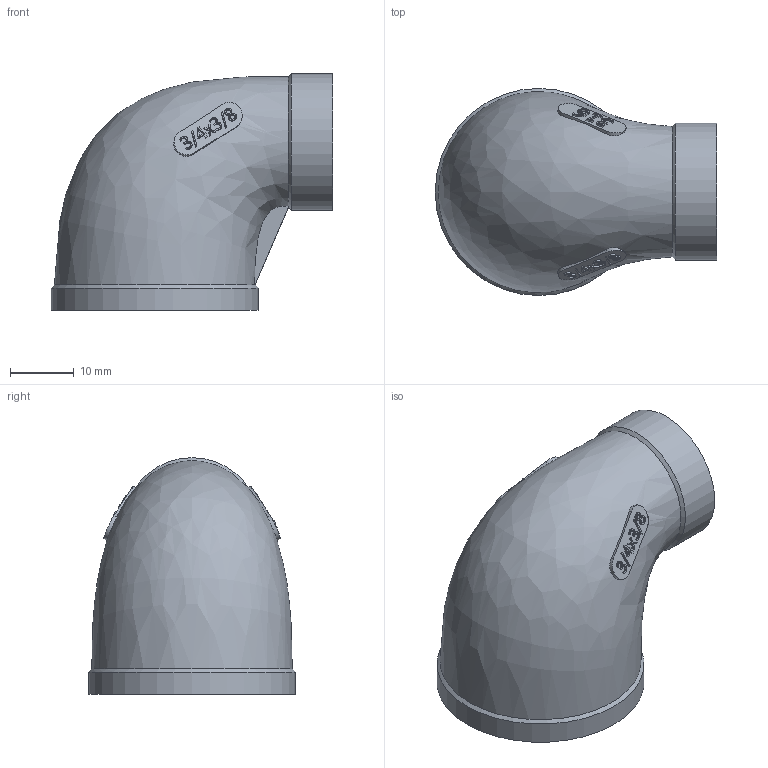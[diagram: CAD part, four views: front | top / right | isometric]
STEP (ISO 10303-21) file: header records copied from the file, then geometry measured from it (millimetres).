
FILE_DESCRIPTION(/* description */ ('Unknown'),/* implementation_level */ '2;1');
FILE_NAME(/* name */ 'R304-3_4x3_8',/* time_stamp */ '2021-10-14T17:53:56+08:00',/* author */ ('Unknown'),/* organization */ ('Unknown'),/* preprocessor_version */ 'ST-DEVELOPER v16.7',/* originating_system */ 'DEX',/* authorisation */ $);
FILE_SCHEMA (('AUTOMOTIVE_DESIGN {1 0 10303 214 3 1 1}'));
Length unit declared in the file: millimetre
Products named in the file (1): R304-3_4x3_8
Bounding box: 44.3 x 32.6 x 37.25 mm (x, y, z)
Volume: 12330.9 mm3; surface area: 8163.6 mm2
Topology: 1 solids, 1 shells, 146 faces, 389 edges, 259 vertices
Faces by surface type: plane 88, bspline 51, cylinder 5, cone 2
Full cylindrical faces by diameter (mm): 21.5 x1, 32.6 x1
Entity records: 9595 total; most frequent: CARTESIAN_POINT 6537, ORIENTED_EDGE 696, DIRECTION 457, EDGE_CURVE 348, VERTEX_POINT 234, LINE 229, VECTOR 229, EDGE_LOOP 162
